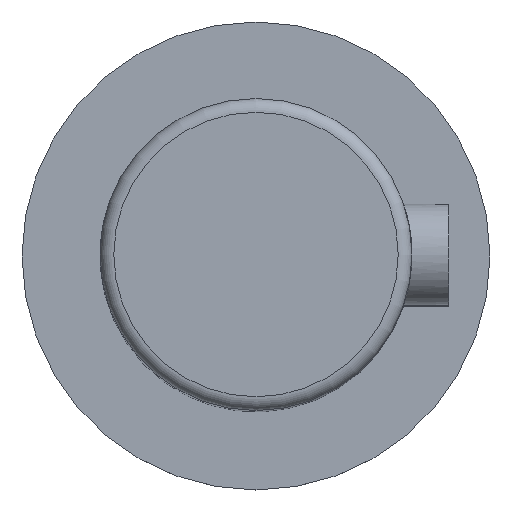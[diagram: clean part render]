
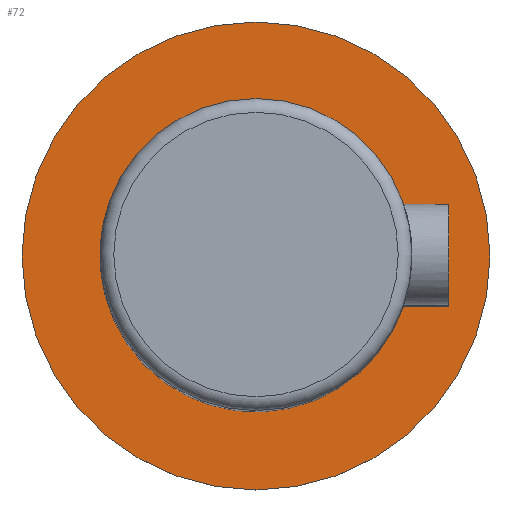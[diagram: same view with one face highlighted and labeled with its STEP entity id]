
A CAD part, top view. The second image highlights one B-rep face of the part: STEP entity #72.
In plain terms, the highlighted planar face has unit normal (0, 0, 1).
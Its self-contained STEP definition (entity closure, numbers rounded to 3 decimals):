
#72 = ADVANCED_FACE( '', ( #145, #146 ), #147, .T. );
#145 = FACE_OUTER_BOUND( '', #212, .T. );
#146 = FACE_BOUND( '', #213, .T. );
#147 = PLANE( '', #214 );
#212 = EDGE_LOOP( '', ( #340 ) );
#213 = EDGE_LOOP( '', ( #341, #342, #343, #344 ) );
#214 = AXIS2_PLACEMENT_3D( '', #345, #346, #347 );
#340 = ORIENTED_EDGE( '', *, *, #412, .T. );
#341 = ORIENTED_EDGE( '', *, *, #379, .F. );
#342 = ORIENTED_EDGE( '', *, *, #387, .F. );
#343 = ORIENTED_EDGE( '', *, *, #407, .F. );
#344 = ORIENTED_EDGE( '', *, *, #414, .F. );
#345 = CARTESIAN_POINT( '', ( 25.5, 0., -46.25 ) );
#346 = DIRECTION( '', ( 0., 0., 1. ) );
#347 = DIRECTION( '', ( 1., 0., 0. ) );
#379 = EDGE_CURVE( '', #441, #437, #443, .T. );
#387 = EDGE_CURVE( '', #453, #441, #455, .T. );
#407 = EDGE_CURVE( '', #483, #453, #484, .T. );
#412 = EDGE_CURVE( '', #489, #489, #490, .T. );
#414 = EDGE_CURVE( '', #437, #483, #492, .T. );
#437 = VERTEX_POINT( '', #522 );
#441 = VERTEX_POINT( '', #527 );
#443 = LINE( '', #530, #531 );
#453 = VERTEX_POINT( '', #543 );
#455 = LINE( '', #546, #547 );
#483 = VERTEX_POINT( '', #628 );
#484 = CIRCLE( '', #629, 17. );
#489 = VERTEX_POINT( '', #636 );
#490 = CIRCLE( '', #637, 25.5 );
#492 = LINE( '', #639, #640 );
#522 = CARTESIAN_POINT( '', ( 21.025, 5.5, -46.25 ) );
#527 = CARTESIAN_POINT( '', ( 21.025, -5.5, -46.25 ) );
#530 = CARTESIAN_POINT( '', ( 21.025, -5.5, -46.25 ) );
#531 = VECTOR( '', #658, 1000. );
#543 = CARTESIAN_POINT( '', ( 16.086, -5.5, -46.25 ) );
#546 = CARTESIAN_POINT( '', ( 15.025, -5.5, -46.25 ) );
#547 = VECTOR( '', #668, 1000. );
#628 = CARTESIAN_POINT( '', ( 16.086, 5.5, -46.25 ) );
#629 = AXIS2_PLACEMENT_3D( '', #686, #687, #688 );
#636 = CARTESIAN_POINT( '', ( 25.5, 0., -46.25 ) );
#637 = AXIS2_PLACEMENT_3D( '', #691, #692, #693 );
#639 = CARTESIAN_POINT( '', ( 21.025, 5.5, -46.25 ) );
#640 = VECTOR( '', #694, 1000. );
#658 = DIRECTION( '', ( 0., 1., 0. ) );
#668 = DIRECTION( '', ( 1., 0., 0. ) );
#686 = CARTESIAN_POINT( '', ( 0., 0., -46.25 ) );
#687 = DIRECTION( '', ( 0., 0., 1. ) );
#688 = DIRECTION( '', ( 1., 0., 0. ) );
#691 = CARTESIAN_POINT( '', ( 0., 0., -46.25 ) );
#692 = DIRECTION( '', ( 0., 0., 1. ) );
#693 = DIRECTION( '', ( 1., 0., 0. ) );
#694 = DIRECTION( '', ( -1., 0., 0. ) );
